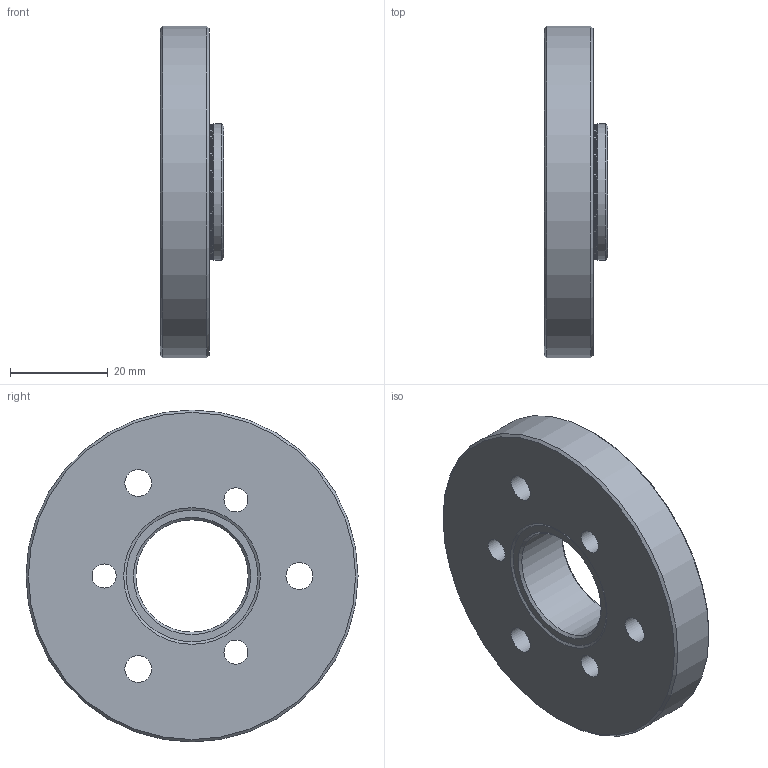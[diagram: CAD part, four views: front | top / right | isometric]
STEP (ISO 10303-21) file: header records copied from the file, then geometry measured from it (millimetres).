
FILE_DESCRIPTION(/* description */ ('Adapter Nullpunktspannsystem'),/* implementation_level */ '2;1');
FILE_NAME(/* name */ 'DBF160_98-17 Adapter Nullpunktspannsystem.ipt.step',/* time_stamp */ '2022-01-28T15:14:19+01:00',/* author */ ('D. Pustolla'),/* organization */ (''),/* preprocessor_version */ 'ST-DEVELOPER v15.2',/* originating_system */ 'Autodesk Inventor 2014',/* authorisation */ '');
FILE_SCHEMA (('AUTOMOTIVE_DESIGN { 1 0 10303 214 3 1 1 }'));
Length unit declared in the file: millimetre
Products named in the file (1): DBF160_98-17 Adapter Nullpunktspannsystem
Bounding box: 13 x 68 x 68 mm (x, y, z)
Volume: 30387.6 mm3; surface area: 10546.4 mm2
Topology: 1 solids, 1 shells, 32 faces, 65 edges, 41 vertices
Faces by surface type: cylinder 13, cone 8, plane 8, torus 3
Full cylindrical faces by diameter (mm): 4.917 x3, 5.5 x3, 10 x3, 23 x1, 27.6 x1, 28 x1, 68 x1
Entity records: 756 total; most frequent: DIRECTION 142, CARTESIAN_POINT 109, EDGE_LOOP 76, ORIENTED_EDGE 76, AXIS2_PLACEMENT_3D 71, FACE_BOUND 46, CIRCLE 38, VERTEX_POINT 38
